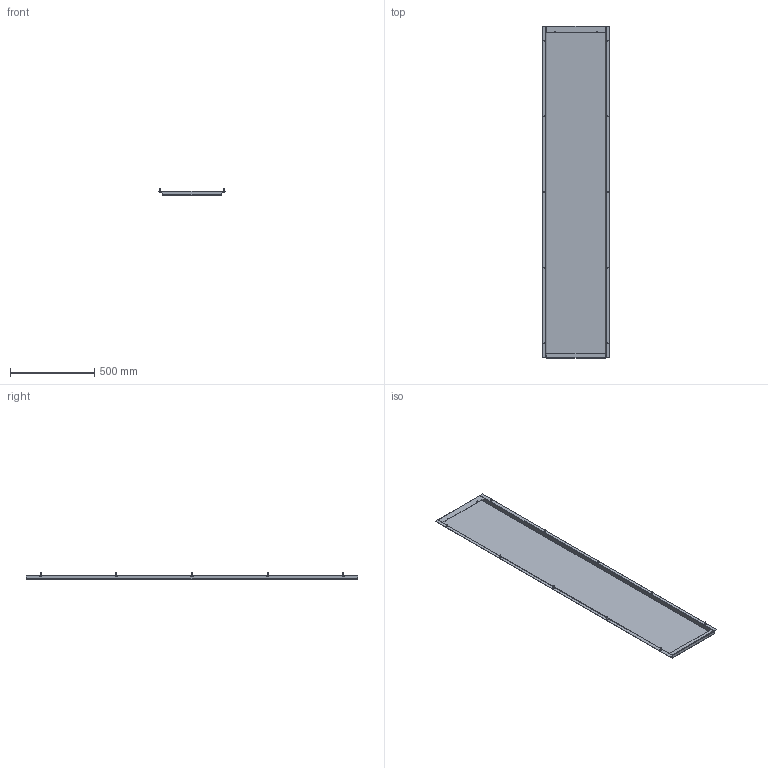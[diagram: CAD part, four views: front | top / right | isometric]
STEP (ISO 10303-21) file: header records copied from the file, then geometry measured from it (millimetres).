
FILE_DESCRIPTION(('STEP AP214'),'1');
FILE_NAME('cctmp_581DA35A-4EFA-4685-BC4A-E99B08BBD208_2024_05_23_13_11_13_0143..stp','2024-05-23T11:11:13',('SIEMENS A&D'),('CADClick - www.CADClick.com'),'Spatial InterOp 3D',' ','unknown authorization');
FILE_SCHEMA(('AUTOMOTIVE_DESIGN'));
Length unit declared in the file: millimetre
Products named in the file (12): cc_unnamed; 2024_05_23_13_11_13_0128; 2024_05_23_13_11_13_0097; 2024_05_23_13_11_13_0065; 2024_05_23_13_11_13_0034; 2024_05_23_13_11_13_0003; 2024_05_23_13_11_12_0971; 2024_05_23_13_11_12_0940; 2024_05_23_13_11_12_0909; 2024_05_23_13_11_12_0877; 2024_05_23_13_11_12_0831; 2024_05_23_13_11_12_0793
Assembly tree (11 placements, depth 2):
  cc_unnamed
    2024_05_23_13_11_13_0128
    2024_05_23_13_11_13_0097
    2024_05_23_13_11_13_0065
    2024_05_23_13_11_13_0034
    2024_05_23_13_11_13_0003
    2024_05_23_13_11_12_0971
    2024_05_23_13_11_12_0940
    2024_05_23_13_11_12_0909
    2024_05_23_13_11_12_0877
    2024_05_23_13_11_12_0831
    2024_05_23_13_11_12_0793
Bounding box: 397 x 1973 x 39 mm (x, y, z)
Volume: 1360683.1 mm3; surface area: 1816079.2 mm2
Topology: 11 solids, 11 shells, 204 faces, 446 edges, 274 vertices
Faces by surface type: plane 88, cylinder 76, cone 40
Entity records: 7575 total; most frequent: DIRECTION 1070, CARTESIAN_POINT 936, ORIENTED_EDGE 892, EDGE_CURVE 446, AXIS2_PLACEMENT_3D 408, VERTEX_POINT 274, LINE 254, VECTOR 254
